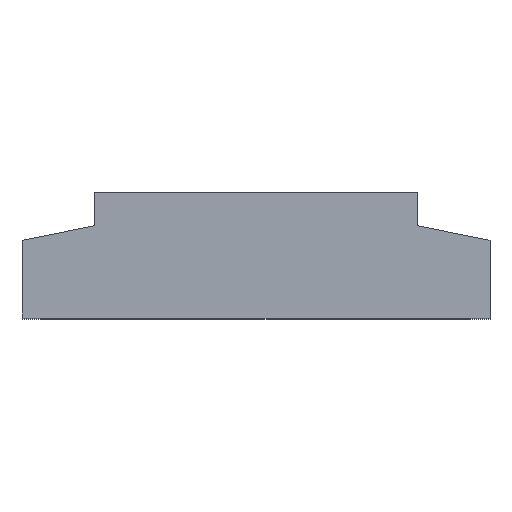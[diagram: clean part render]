
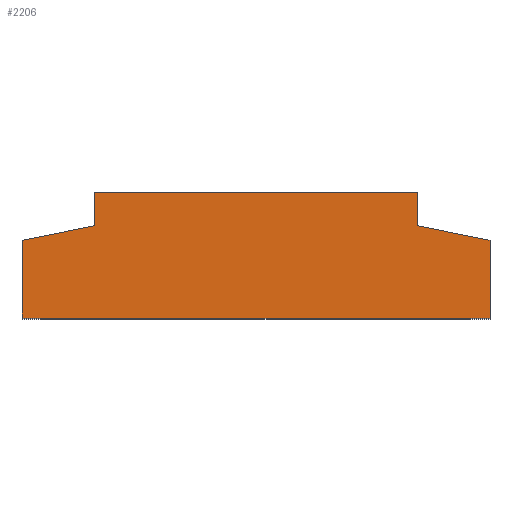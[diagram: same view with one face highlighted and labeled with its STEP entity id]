
A CAD part, top view. The second image highlights one B-rep face of the part: STEP entity #2206.
In plain terms, the highlighted planar face has unit normal (0, 0, 1).
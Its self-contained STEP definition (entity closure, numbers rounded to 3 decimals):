
#397=DIRECTION('',(-1.,0.,0.));
#398=VECTOR('',#397,24.5);
#399=CARTESIAN_POINT('',(12.25,0.,25.));
#400=LINE('',#399,#398);
#537=DIRECTION('',(-1.,0.,0.));
#538=VECTOR('',#537,35.5);
#539=CARTESIAN_POINT('',(17.75,-9.5,25.));
#540=LINE('',#539,#538);
#947=DIRECTION('',(0.,-1.,0.));
#948=VECTOR('',#947,2.5);
#949=CARTESIAN_POINT('',(12.25,0.,25.));
#950=LINE('',#949,#948);
#951=DIRECTION('',(0.981,-0.196,0.));
#952=VECTOR('',#951,5.609);
#953=CARTESIAN_POINT('',(12.25,-2.5,25.));
#954=LINE('',#953,#952);
#955=DIRECTION('',(0.,1.,0.));
#956=VECTOR('',#955,5.9);
#957=CARTESIAN_POINT('',(-17.75,-9.5,25.));
#958=LINE('',#957,#956);
#959=DIRECTION('',(0.981,0.196,0.));
#960=VECTOR('',#959,5.609);
#961=CARTESIAN_POINT('',(-17.75,-3.6,25.));
#962=LINE('',#961,#960);
#963=DIRECTION('',(0.,-1.,0.));
#964=VECTOR('',#963,2.5);
#965=CARTESIAN_POINT('',(-12.25,0.,25.));
#966=LINE('',#965,#964);
#971=DIRECTION('',(0.,1.,0.));
#972=VECTOR('',#971,5.9);
#973=CARTESIAN_POINT('',(17.75,-9.5,25.));
#974=LINE('',#973,#972);
#1041=CARTESIAN_POINT('',(-17.75,-9.5,25.));
#1043=VERTEX_POINT('',#1041);
#1045=CARTESIAN_POINT('',(17.75,-9.5,25.));
#1046=VERTEX_POINT('',#1045);
#1074=CARTESIAN_POINT('',(-17.75,-3.6,25.));
#1076=VERTEX_POINT('',#1074);
#1077=CARTESIAN_POINT('',(12.25,0.,25.));
#1078=CARTESIAN_POINT('',(12.25,-2.5,25.));
#1079=VERTEX_POINT('',#1077);
#1080=VERTEX_POINT('',#1078);
#1081=CARTESIAN_POINT('',(17.75,-3.6,25.));
#1082=VERTEX_POINT('',#1081);
#1083=CARTESIAN_POINT('',(-12.25,-2.5,25.));
#1084=VERTEX_POINT('',#1083);
#1085=CARTESIAN_POINT('',(-12.25,0.,25.));
#1086=VERTEX_POINT('',#1085);
#2190=CARTESIAN_POINT('',(-17.75,0.,25.));
#2191=DIRECTION('',(0.,0.,1.));
#2192=DIRECTION('',(1.,0.,0.));
#2193=AXIS2_PLACEMENT_3D('',#2190,#2191,#2192);
#2194=PLANE('',#2193);
#2195=ORIENTED_EDGE('',*,*,#1961,.T.);
#2196=ORIENTED_EDGE('',*,*,#2001,.T.);
#2198=ORIENTED_EDGE('',*,*,#2197,.F.);
#2199=ORIENTED_EDGE('',*,*,#1535,.T.);
#2200=ORIENTED_EDGE('',*,*,#1587,.T.);
#2201=ORIENTED_EDGE('',*,*,#1612,.T.);
#2202=ORIENTED_EDGE('',*,*,#2171,.F.);
#2203=ORIENTED_EDGE('',*,*,#1322,.F.);
#2204=EDGE_LOOP('',(#2195,#2196,#2198,#2199,#2200,#2201,#2202,#2203));
#2205=FACE_OUTER_BOUND('',#2204,.F.);
#1322=EDGE_CURVE('',#1079,#1086,#400,.T.);
#1535=EDGE_CURVE('',#1046,#1043,#540,.T.);
#1587=EDGE_CURVE('',#1043,#1076,#958,.T.);
#1612=EDGE_CURVE('',#1076,#1084,#962,.T.);
#1961=EDGE_CURVE('',#1079,#1080,#950,.T.);
#2001=EDGE_CURVE('',#1080,#1082,#954,.T.);
#2171=EDGE_CURVE('',#1086,#1084,#966,.T.);
#2197=EDGE_CURVE('',#1046,#1082,#974,.T.);
#2206=ADVANCED_FACE('',(#2205),#2194,.T.);
